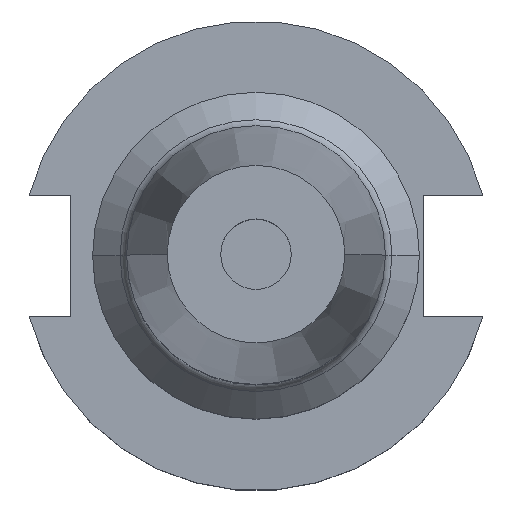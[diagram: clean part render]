
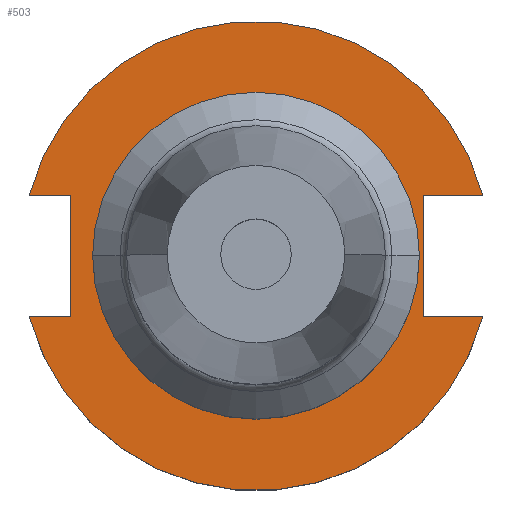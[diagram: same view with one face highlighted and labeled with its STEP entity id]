
A CAD part, top view. The second image highlights one B-rep face of the part: STEP entity #503.
In plain terms, the highlighted planar face has unit normal (0, 0, 1).
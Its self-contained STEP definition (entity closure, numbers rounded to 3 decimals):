
#11 = CARTESIAN_POINT ( 'NONE',  ( -30.675, -8.191, 19.05 ) ) ;
#23 = CARTESIAN_POINT ( 'NONE',  ( 22.606, -8.191, 19.05 ) ) ;
#27 = CARTESIAN_POINT ( 'NONE',  ( -25.091, -8.191, 19.05 ) ) ;
#35 = AXIS2_PLACEMENT_3D ( 'NONE', #548, #1481, #694 ) ;
#38 = CARTESIAN_POINT ( 'NONE',  ( 22.606, 8.191, 19.05 ) ) ;
#93 = VERTEX_POINT ( 'NONE', #657 ) ;
#112 = VECTOR ( 'NONE', #1027, 1000. ) ;
#195 = VERTEX_POINT ( 'NONE', #27 ) ;
#212 = EDGE_CURVE ( 'NONE', #1690, #861, #326, .T. ) ;
#214 = VERTEX_POINT ( 'NONE', #38 ) ;
#256 = DIRECTION ( 'NONE',  ( 0., 0., 1. ) ) ;
#261 = VERTEX_POINT ( 'NONE', #23 ) ;
#269 = DIRECTION ( 'NONE',  ( 0., 1., 0. ) ) ;
#270 = FACE_BOUND ( 'NONE', #1054, .T. ) ;
#310 = EDGE_CURVE ( 'NONE', #93, #997, #814, .T. ) ;
#324 = VECTOR ( 'NONE', #1097, 1000. ) ;
#326 = CIRCLE ( 'NONE', #1238, 22.1 ) ;
#328 = CARTESIAN_POINT ( 'NONE',  ( -22.1, 0., 19.05 ) ) ;
#336 = ORIENTED_EDGE ( 'NONE', *, *, #310, .T. ) ;
#381 = LINE ( 'NONE', #1618, #737 ) ;
#392 = DIRECTION ( 'NONE',  ( 0., 0., 1. ) ) ;
#393 = CARTESIAN_POINT ( 'NONE',  ( -30.675, 8.191, 19.05 ) ) ;
#431 = ORIENTED_EDGE ( 'NONE', *, *, #1445, .T. ) ;
#434 = CARTESIAN_POINT ( 'NONE',  ( -25.091, 8.191, 19.05 ) ) ;
#448 = VECTOR ( 'NONE', #1342, 1000. ) ;
#450 = ORIENTED_EDGE ( 'NONE', *, *, #1541, .F. ) ;
#457 = VECTOR ( 'NONE', #1619, 1000. ) ;
#503 = ADVANCED_FACE ( 'NONE', ( #270, #926 ), #932, .F. ) ;
#510 = CARTESIAN_POINT ( 'NONE',  ( 0., 0., 19.05 ) ) ;
#548 = CARTESIAN_POINT ( 'NONE',  ( 0., 0., 19.05 ) ) ;
#554 = CARTESIAN_POINT ( 'NONE',  ( -61.091, 8.191, 19.05 ) ) ;
#596 = LINE ( 'NONE', #1505, #1608 ) ;
#608 = EDGE_CURVE ( 'NONE', #261, #938, #1143, .T. ) ;
#657 = CARTESIAN_POINT ( 'NONE',  ( 30.675, 8.191, 19.05 ) ) ;
#681 = DIRECTION ( 'NONE',  ( 1., 0., 0. ) ) ;
#694 = DIRECTION ( 'NONE',  ( 1., 0., 0. ) ) ;
#701 = DIRECTION ( 'NONE',  ( -1., 0., 0. ) ) ;
#717 = LINE ( 'NONE', #554, #448 ) ;
#728 = CARTESIAN_POINT ( 'NONE',  ( 30.675, -8.191, 19.05 ) ) ;
#733 = AXIS2_PLACEMENT_3D ( 'NONE', #812, #1465, #943 ) ;
#737 = VECTOR ( 'NONE', #701, 1000. ) ;
#757 = EDGE_CURVE ( 'NONE', #261, #214, #596, .T. ) ;
#800 = LINE ( 'NONE', #1348, #457 ) ;
#812 = CARTESIAN_POINT ( 'NONE',  ( 0., 22.1, 19.05 ) ) ;
#814 = CIRCLE ( 'NONE', #848, 31.75 ) ;
#823 = EDGE_CURVE ( 'NONE', #1262, #195, #800, .T. ) ;
#848 = AXIS2_PLACEMENT_3D ( 'NONE', #1160, #256, #1042 ) ;
#861 = VERTEX_POINT ( 'NONE', #1355 ) ;
#865 = CIRCLE ( 'NONE', #1276, 31.75 ) ;
#900 = ORIENTED_EDGE ( 'NONE', *, *, #1571, .T. ) ;
#903 = EDGE_LOOP ( 'NONE', ( #1408, #1517, #431, #1440, #1444, #1591, #336, #900 ) ) ;
#926 = FACE_OUTER_BOUND ( 'NONE', #903, .T. ) ;
#932 = PLANE ( 'NONE',  #733 ) ;
#938 = VERTEX_POINT ( 'NONE', #728 ) ;
#943 = DIRECTION ( 'NONE',  ( -1., 0., 0. ) ) ;
#997 = VERTEX_POINT ( 'NONE', #393 ) ;
#1027 = DIRECTION ( 'NONE',  ( 1., 0., 0. ) ) ;
#1042 = DIRECTION ( 'NONE',  ( 1., 0., 0. ) ) ;
#1054 = EDGE_LOOP ( 'NONE', ( #450, #1677 ) ) ;
#1091 = CARTESIAN_POINT ( 'NONE',  ( -61.091, -8.191, 19.05 ) ) ;
#1097 = DIRECTION ( 'NONE',  ( 1., 0., 0. ) ) ;
#1109 = CIRCLE ( 'NONE', #35, 22.1 ) ;
#1143 = LINE ( 'NONE', #1559, #112 ) ;
#1160 = CARTESIAN_POINT ( 'NONE',  ( 0., 0., 19.05 ) ) ;
#1165 = CARTESIAN_POINT ( 'NONE',  ( 0., 0., 19.05 ) ) ;
#1238 = AXIS2_PLACEMENT_3D ( 'NONE', #510, #1594, #681 ) ;
#1262 = VERTEX_POINT ( 'NONE', #434 ) ;
#1265 = EDGE_CURVE ( 'NONE', #93, #214, #381, .T. ) ;
#1276 = AXIS2_PLACEMENT_3D ( 'NONE', #1165, #392, #1299 ) ;
#1299 = DIRECTION ( 'NONE',  ( 1., 0., 0. ) ) ;
#1342 = DIRECTION ( 'NONE',  ( 1., 0., 0. ) ) ;
#1348 = CARTESIAN_POINT ( 'NONE',  ( -25.091, 8.191, 19.05 ) ) ;
#1355 = CARTESIAN_POINT ( 'NONE',  ( 22.1, 0., 19.05 ) ) ;
#1408 = ORIENTED_EDGE ( 'NONE', *, *, #823, .T. ) ;
#1440 = ORIENTED_EDGE ( 'NONE', *, *, #608, .F. ) ;
#1444 = ORIENTED_EDGE ( 'NONE', *, *, #757, .T. ) ;
#1445 = EDGE_CURVE ( 'NONE', #1511, #938, #865, .T. ) ;
#1465 = DIRECTION ( 'NONE',  ( 0., 0., -1. ) ) ;
#1481 = DIRECTION ( 'NONE',  ( 0., 0., 1. ) ) ;
#1505 = CARTESIAN_POINT ( 'NONE',  ( 22.606, 22.1, 19.05 ) ) ;
#1511 = VERTEX_POINT ( 'NONE', #11 ) ;
#1517 = ORIENTED_EDGE ( 'NONE', *, *, #1624, .F. ) ;
#1541 = EDGE_CURVE ( 'NONE', #861, #1690, #1109, .T. ) ;
#1559 = CARTESIAN_POINT ( 'NONE',  ( 0., -8.191, 19.05 ) ) ;
#1571 = EDGE_CURVE ( 'NONE', #997, #1262, #717, .T. ) ;
#1591 = ORIENTED_EDGE ( 'NONE', *, *, #1265, .F. ) ;
#1594 = DIRECTION ( 'NONE',  ( 0., 0., 1. ) ) ;
#1608 = VECTOR ( 'NONE', #269, 1000. ) ;
#1618 = CARTESIAN_POINT ( 'NONE',  ( 0., 8.191, 19.05 ) ) ;
#1619 = DIRECTION ( 'NONE',  ( 0., -1., 0. ) ) ;
#1624 = EDGE_CURVE ( 'NONE', #1511, #195, #1683, .T. ) ;
#1677 = ORIENTED_EDGE ( 'NONE', *, *, #212, .F. ) ;
#1683 = LINE ( 'NONE', #1091, #324 ) ;
#1690 = VERTEX_POINT ( 'NONE', #328 ) ;
